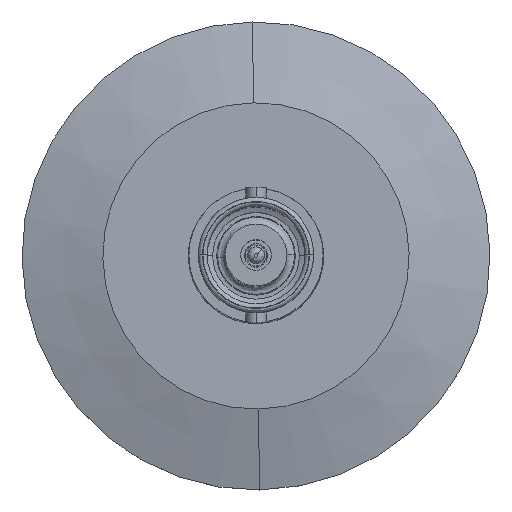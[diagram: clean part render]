
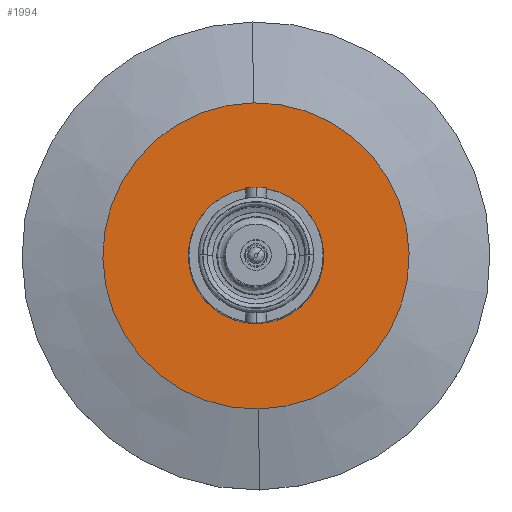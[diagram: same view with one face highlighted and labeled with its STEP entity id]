
A CAD part, top view. The second image highlights one B-rep face of the part: STEP entity #1994.
In plain terms, the highlighted planar face has unit normal (0, 0, 1).
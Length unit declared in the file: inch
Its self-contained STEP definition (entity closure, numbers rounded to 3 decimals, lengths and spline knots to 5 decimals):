
#280 = CARTESIAN_POINT ( 'NONE',  ( 0., 0., -0.41 ) ) ;
#283 = FACE_BOUND ( 'NONE', #2957, .T. ) ;
#284 = FACE_OUTER_BOUND ( 'NONE', #2954, .T. ) ;
#285 = PLANE ( 'NONE',  #3180 ) ;
#287 = DIRECTION ( 'NONE',  ( 0., 0., 1. ) ) ;
#288 = DIRECTION ( 'NONE',  ( 0.016, -1., 0. ) ) ;
#300 = CARTESIAN_POINT ( 'NONE',  ( -0.01097, 0.70671, -0.41 ) ) ;
#389 = CIRCLE ( 'NONE', #396, 0.70679 ) ;
#396 = AXIS2_PLACEMENT_3D ( 'NONE', #2671, #2670, #2668 ) ;
#436 = AXIS2_PLACEMENT_3D ( 'NONE', #1497, #1496, #1494 ) ;
#454 = CIRCLE ( 'NONE', #436, 0.3125 ) ;
#461 = CIRCLE ( 'NONE', #476, 0.3125 ) ;
#476 = AXIS2_PLACEMENT_3D ( 'NONE', #2139, #2140, #2141 ) ;
#799 = DIRECTION ( 'NONE',  ( -0.016, 1., 0. ) ) ;
#800 = DIRECTION ( 'NONE',  ( 0., 0., -1. ) ) ;
#801 = CARTESIAN_POINT ( 'NONE',  ( 0., 0., -0.41 ) ) ;
#1426 = CARTESIAN_POINT ( 'NONE',  ( 0.01097, -0.70671, -0.41 ) ) ;
#1434 = CARTESIAN_POINT ( 'NONE',  ( -0.00485, 0.31246, -0.41 ) ) ;
#1494 = DIRECTION ( 'NONE',  ( 0.016, -1., 0. ) ) ;
#1496 = DIRECTION ( 'NONE',  ( 0., 0., 1. ) ) ;
#1497 = CARTESIAN_POINT ( 'NONE',  ( 0., 0., -0.41 ) ) ;
#1757 = EDGE_CURVE ( 'NONE', #2752, #2674, #461, .T. ) ;
#1787 = EDGE_CURVE ( 'NONE', #2273, #2689, #389, .T. ) ;
#1849 = EDGE_CURVE ( 'NONE', #2674, #2752, #454, .T. ) ;
#1901 = EDGE_CURVE ( 'NONE', #2689, #2273, #3100, .T. ) ;
#1994 = ADVANCED_FACE ( 'NONE', ( #283, #284 ), #285, .T. ) ;
#2139 = CARTESIAN_POINT ( 'NONE',  ( 0., 0., -0.41 ) ) ;
#2140 = DIRECTION ( 'NONE',  ( 0., 0., 1. ) ) ;
#2141 = DIRECTION ( 'NONE',  ( 0.016, -1., 0. ) ) ;
#2273 = VERTEX_POINT ( 'NONE', #1426 ) ;
#2409 = CARTESIAN_POINT ( 'NONE',  ( 0.00485, -0.31246, -0.41 ) ) ;
#2602 = ORIENTED_EDGE ( 'NONE', *, *, #1757, .F. ) ;
#2619 = ORIENTED_EDGE ( 'NONE', *, *, #1849, .F. ) ;
#2620 = ORIENTED_EDGE ( 'NONE', *, *, #1901, .F. ) ;
#2627 = ORIENTED_EDGE ( 'NONE', *, *, #1787, .F. ) ;
#2668 = DIRECTION ( 'NONE',  ( -0.016, 1., 0. ) ) ;
#2670 = DIRECTION ( 'NONE',  ( 0., 0., -1. ) ) ;
#2671 = CARTESIAN_POINT ( 'NONE',  ( 0., 0., -0.41 ) ) ;
#2674 = VERTEX_POINT ( 'NONE', #1434 ) ;
#2689 = VERTEX_POINT ( 'NONE', #300 ) ;
#2752 = VERTEX_POINT ( 'NONE', #2409 ) ;
#2954 = EDGE_LOOP ( 'NONE', ( #2620, #2627 ) ) ;
#2957 = EDGE_LOOP ( 'NONE', ( #2602, #2619 ) ) ;
#3056 = AXIS2_PLACEMENT_3D ( 'NONE', #801, #800, #799 ) ;
#3100 = CIRCLE ( 'NONE', #3056, 0.70679 ) ;
#3180 = AXIS2_PLACEMENT_3D ( 'NONE', #280, #287, #288 ) ;
